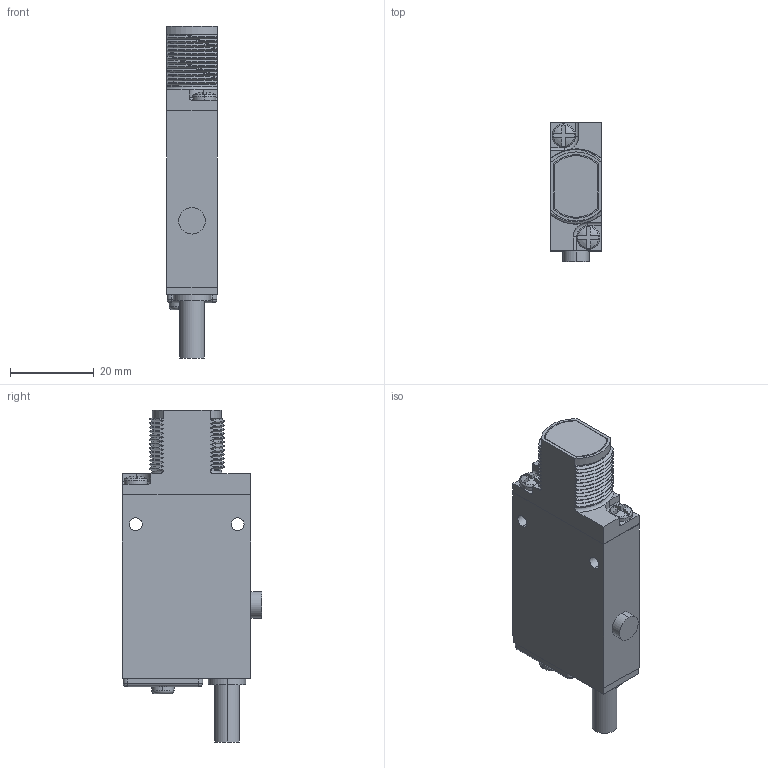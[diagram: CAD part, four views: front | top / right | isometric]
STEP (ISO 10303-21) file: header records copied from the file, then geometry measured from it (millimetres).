
FILE_DESCRIPTION((''),'2;1');
FILE_NAME('154467_SW','2011-01-10T',('banengservice'),('BANNER ENGINEERING'),'PRO/ENGINEER BY PARAMETRIC TECHNOLOGY CORPORATION, 2009141','PRO/ENGINEER BY PARAMETRIC TECHNOLOGY CORPORATION, 2009141','');
FILE_SCHEMA(('CONFIG_CONTROL_DESIGN'));
Length unit declared in the file: inch
Products named in the file (1): 154467_SW
Bounding box: 12.09 x 33.27 x 79.43 mm (x, y, z)
Volume: 8095.5 mm3; surface area: 14191.1 mm2
Topology: 2 solids, 4 shells, 533 faces, 1447 edges, 937 vertices
Faces by surface type: plane 232, cylinder 173, bspline 87, torus 23, cone 10, sphere 8
Entity records: 21639 total; most frequent: CARTESIAN_POINT 8564, ORIENTED_EDGE 2894, DIRECTION 2482, EDGE_CURVE 1447, VERTEX_POINT 937, AXIS2_PLACEMENT_3D 856, VECTOR 770, LINE 770
